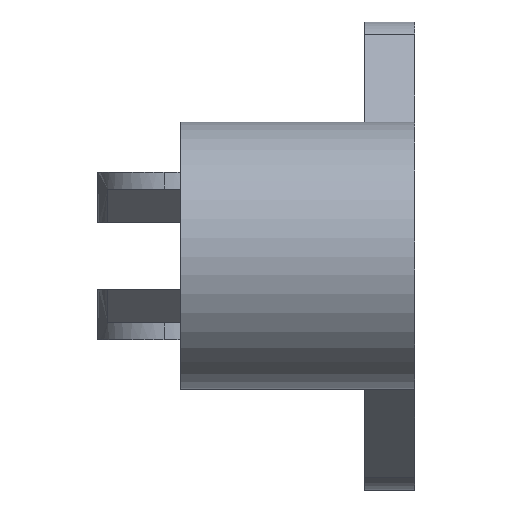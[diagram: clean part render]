
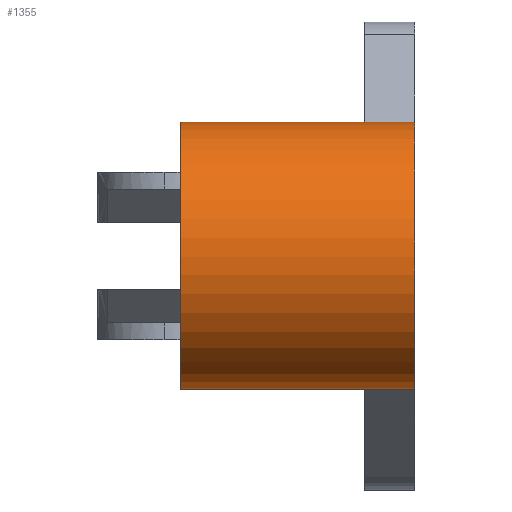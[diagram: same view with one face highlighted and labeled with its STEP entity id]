
A CAD part, left-side view. The second image highlights one B-rep face of the part: STEP entity #1355.
In plain terms, the highlighted free-form (B-spline) face has degree [2, 1] with [5, 2] control points.
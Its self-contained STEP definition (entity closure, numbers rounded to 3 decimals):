
#1326 = VERTEX_POINT('',#1327);
#1327 = CARTESIAN_POINT('',(-65.24,0.,-57.991));
#1332 = EDGE_CURVE('',#1333,#1326,#1335,.T.);
#1333 = VERTEX_POINT('',#1334);
#1334 = CARTESIAN_POINT('',(-65.24,101.484,
    -57.991));
#1335 = B_SPLINE_CURVE_WITH_KNOTS('',1,(#1336,#1337),.UNSPECIFIED.,.F.,
  .F.,(2,2),(-0.,70.),.PIECEWISE_BEZIER_KNOTS.);
#1336 = CARTESIAN_POINT('',(-65.24,101.484,
    -57.991));
#1337 = CARTESIAN_POINT('',(-65.24,0.,-57.991));
#1355 = ADVANCED_FACE('',(#1356),#1384,.T.);
#1356 = FACE_BOUND('',#1357,.T.);
#1357 = EDGE_LOOP('',(#1358,#1368,#1375,#1383));
#1358 = ORIENTED_EDGE('',*,*,#1359,.T.);
#1359 = EDGE_CURVE('',#1326,#1360,#1362,.T.);
#1360 = VERTEX_POINT('',#1361);
#1361 = CARTESIAN_POINT('',(-65.24,0.,57.991));
#1362 = ( BOUNDED_CURVE() B_SPLINE_CURVE(2,(#1363,#1364,#1365,#1366,
#1367),.UNSPECIFIED.,.F.,.F.) B_SPLINE_CURVE_WITH_KNOTS((3,2,3),(
    3.142,4.712,6.283),
.PIECEWISE_BEZIER_KNOTS.) CURVE() GEOMETRIC_REPRESENTATION_ITEM() 
RATIONAL_B_SPLINE_CURVE((1.,0.707,1.,0.707,1.)) 
REPRESENTATION_ITEM('') );
#1363 = CARTESIAN_POINT('',(-65.24,0.,-57.991));
#1364 = CARTESIAN_POINT('',(-123.23,0.,-57.991));
#1365 = CARTESIAN_POINT('',(-123.23,0.,0.));
#1366 = CARTESIAN_POINT('',(-123.23,0.,57.991));
#1367 = CARTESIAN_POINT('',(-65.24,0.,57.991));
#1368 = ORIENTED_EDGE('',*,*,#1369,.F.);
#1369 = EDGE_CURVE('',#1370,#1360,#1372,.T.);
#1370 = VERTEX_POINT('',#1371);
#1371 = CARTESIAN_POINT('',(-65.24,101.484,
    57.991));
#1372 = B_SPLINE_CURVE_WITH_KNOTS('',1,(#1373,#1374),.UNSPECIFIED.,.F.,
  .F.,(2,2),(-0.,70.),.PIECEWISE_BEZIER_KNOTS.);
#1373 = CARTESIAN_POINT('',(-65.24,101.484,
    57.991));
#1374 = CARTESIAN_POINT('',(-65.24,0.,57.991));
#1375 = ORIENTED_EDGE('',*,*,#1376,.F.);
#1376 = EDGE_CURVE('',#1333,#1370,#1377,.T.);
#1377 = ( BOUNDED_CURVE() B_SPLINE_CURVE(2,(#1378,#1379,#1380,#1381,
#1382),.UNSPECIFIED.,.F.,.F.) B_SPLINE_CURVE_WITH_KNOTS((3,2,3),(
    3.142,4.712,6.283),
.PIECEWISE_BEZIER_KNOTS.) CURVE() GEOMETRIC_REPRESENTATION_ITEM() 
RATIONAL_B_SPLINE_CURVE((1.,0.707,1.,0.707,1.)) 
REPRESENTATION_ITEM('') );
#1378 = CARTESIAN_POINT('',(-65.24,101.484,
    -57.991));
#1379 = CARTESIAN_POINT('',(-123.23,101.484,
    -57.991));
#1380 = CARTESIAN_POINT('',(-123.23,101.484,
    0.));
#1381 = CARTESIAN_POINT('',(-123.23,101.484,
    57.991));
#1382 = CARTESIAN_POINT('',(-65.24,101.484,
    57.991));
#1383 = ORIENTED_EDGE('',*,*,#1332,.T.);
#1384 = ( BOUNDED_SURFACE() B_SPLINE_SURFACE(2,1,(
    (#1385,#1386)
    ,(#1387,#1388)
    ,(#1389,#1390)
    ,(#1391,#1392)
    ,(#1393,#1394
)),.UNSPECIFIED.,.F.,.F.,.F.) B_SPLINE_SURFACE_WITH_KNOTS((3,2,3),(2,2),
  (3.142,4.712,6.283),(0.,70.),
.PIECEWISE_BEZIER_KNOTS.) GEOMETRIC_REPRESENTATION_ITEM() 
RATIONAL_B_SPLINE_SURFACE((
    (1.,1.)
    ,(0.707,0.707)
    ,(1.,1.)
    ,(0.707,0.707)
,(1.,1.))) REPRESENTATION_ITEM('') SURFACE() );
#1385 = CARTESIAN_POINT('',(-65.24,101.484,
    57.991));
#1386 = CARTESIAN_POINT('',(-65.24,0.,57.991));
#1387 = CARTESIAN_POINT('',(-123.23,101.484,
    57.991));
#1388 = CARTESIAN_POINT('',(-123.23,0.,57.991));
#1389 = CARTESIAN_POINT('',(-123.23,101.484,
    0.));
#1390 = CARTESIAN_POINT('',(-123.23,0.,0.));
#1391 = CARTESIAN_POINT('',(-123.23,101.484,
    -57.991));
#1392 = CARTESIAN_POINT('',(-123.23,0.,-57.991));
#1393 = CARTESIAN_POINT('',(-65.24,101.484,
    -57.991));
#1394 = CARTESIAN_POINT('',(-65.24,0.,-57.991));
